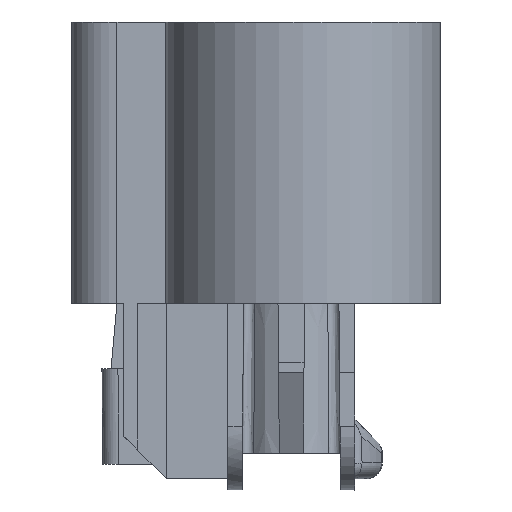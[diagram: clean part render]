
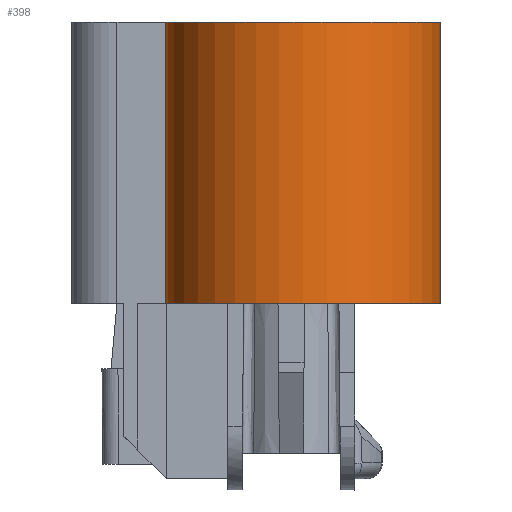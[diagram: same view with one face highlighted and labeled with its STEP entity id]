
A CAD part, left-side view. The second image highlights one B-rep face of the part: STEP entity #398.
In plain terms, the highlighted cylindrical face has radius 8.6 mm (diameter 17.2 mm), a partial arc.
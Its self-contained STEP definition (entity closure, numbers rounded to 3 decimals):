
#162=CYLINDRICAL_SURFACE('',#5042,8.6);
#171=CIRCLE('',#4849,8.6);
#199=CIRCLE('',#4929,8.6);
#398=ADVANCED_FACE('',(#847),#162,.T.);
#847=FACE_OUTER_BOUND('',#1117,.T.);
#1117=EDGE_LOOP('',(#2210,#2211,#2212,#2213));
#2210=ORIENTED_EDGE('',*,*,#3573,.T.);
#2211=ORIENTED_EDGE('',*,*,#3405,.T.);
#2212=ORIENTED_EDGE('',*,*,#3400,.F.);
#2213=ORIENTED_EDGE('',*,*,#3125,.T.);
#2664=VERTEX_POINT('',#6589);
#2665=VERTEX_POINT('',#6590);
#2888=VERTEX_POINT('',#7320);
#2890=VERTEX_POINT('',#7329);
#3125=EDGE_CURVE('',#2664,#2665,#171,.T.);
#3400=EDGE_CURVE('',#2664,#2888,#4014,.T.);
#3405=EDGE_CURVE('',#2890,#2888,#199,.T.);
#3573=EDGE_CURVE('',#2665,#2890,#4158,.T.);
#4014=LINE('',#7319,#4579);
#4158=LINE('',#7871,#4723);
#4579=VECTOR('',#5694,1.);
#4723=VECTOR('',#6066,1.);
#4849=AXIS2_PLACEMENT_3D('',#6588,#5320,#5321);
#4929=AXIS2_PLACEMENT_3D('',#7328,#5703,#5704);
#5042=AXIS2_PLACEMENT_3D('',#7873,#6069,#6070);
#5320=DIRECTION('',(0.,0.,-1.));
#5321=DIRECTION('',(-1.,0.,0.));
#5694=DIRECTION('',(0.,0.,-1.));
#5703=DIRECTION('',(0.,0.,1.));
#5704=DIRECTION('',(-1.,0.,0.));
#6066=DIRECTION('',(0.,0.,-1.));
#6069=DIRECTION('',(0.,0.,-1.));
#6070=DIRECTION('',(-1.,0.,0.));
#6588=CARTESIAN_POINT('',(-9.979,0.,6.7));
#6589=CARTESIAN_POINT('',(-9.979,-8.6,6.7));
#6590=CARTESIAN_POINT('',(-9.979,8.6,6.7));
#7319=CARTESIAN_POINT('',(-9.979,-8.6,6.7));
#7320=CARTESIAN_POINT('',(-9.979,-8.6,-10.9));
#7328=CARTESIAN_POINT('',(-9.979,0.,-10.9));
#7329=CARTESIAN_POINT('',(-9.979,8.6,-10.9));
#7871=CARTESIAN_POINT('',(-9.979,8.6,6.3));
#7873=CARTESIAN_POINT('',(-9.979,0.,6.3));
